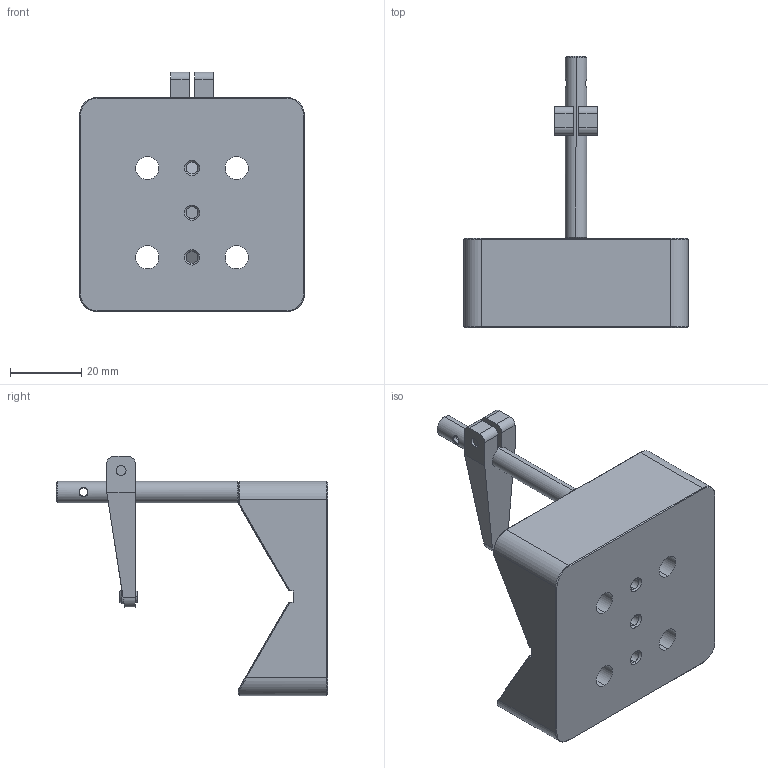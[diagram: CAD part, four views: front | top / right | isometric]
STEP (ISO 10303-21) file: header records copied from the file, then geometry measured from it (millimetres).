
FILE_DESCRIPTION (( 'STEP AP214' ), '1' );
FILE_NAME ('1.3.5.2_ZZV-63_中型V形安装座，长度63mm，附带压臂，A.STEP', '2020-09-05T09:48:41', ( '' ), ( '' ), 'SwSTEP 2.0', 'SolidWorks 2018', '' );
FILE_SCHEMA (( 'AUTOMOTIVE_DESIGN' ));
Length unit declared in the file: millimetre
Products named in the file (1): 1.3.5.2_ZZV-63_中型V形安装座，长度63mm，附带压臂，A
Bounding box: 63 x 76 x 67 mm (x, y, z)
Surface area: 17776.3 mm2 (no closed solid volume)
Topology: 0 solids, 6 shells, 146 faces, 379 edges, 240 vertices
Faces by surface type: plane 55, cylinder 51, cone 34, bspline 6
Entity records: 9058 total; most frequent: CARTESIAN_POINT 3895, DIRECTION 735, ORIENTED_EDGE 708, EDGE_CURVE 379, AXIS2_PLACEMENT_3D 273, VERTEX_POINT 240, VECTOR 189, LINE 189
